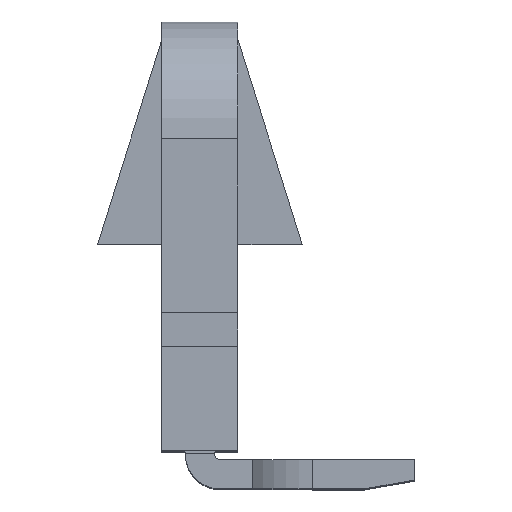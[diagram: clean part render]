
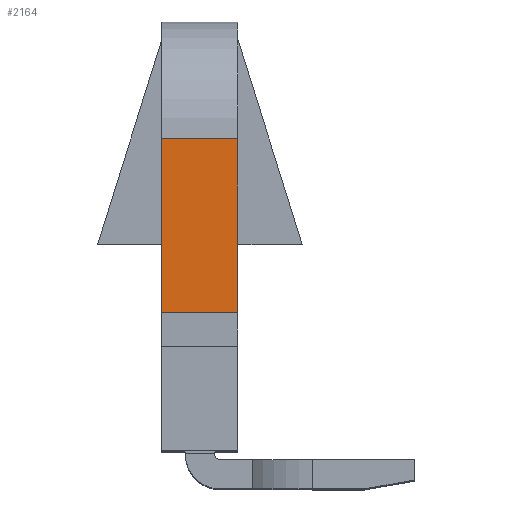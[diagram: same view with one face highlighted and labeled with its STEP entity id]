
A CAD part, top view. The second image highlights one B-rep face of the part: STEP entity #2164.
In plain terms, the highlighted planar face has unit normal (0, 0, 1).
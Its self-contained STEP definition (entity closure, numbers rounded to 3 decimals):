
#52 = LINE ( 'NONE', #72, #1187 ) ;
#54 = CARTESIAN_POINT ( 'NONE',  ( 1492.445, 1084.985, 7.35 ) ) ;
#72 = CARTESIAN_POINT ( 'NONE',  ( 1495.045, 1094.935, 7.35 ) ) ;
#80 = LINE ( 'NONE', #54, #1190 ) ;
#81 = DIRECTION ( 'NONE',  ( 1., 0., 0. ) ) ;
#82 = DIRECTION ( 'NONE',  ( 0., 1., 0. ) ) ;
#239 = LINE ( 'NONE', #272, #1271 ) ;
#258 = DIRECTION ( 'NONE',  ( -1., 0., 0. ) ) ;
#272 = CARTESIAN_POINT ( 'NONE',  ( 1492.445, 1090.935, 7.35 ) ) ;
#281 = ORIENTED_EDGE ( 'NONE', *, *, #1907, .T. ) ;
#1075 = CARTESIAN_POINT ( 'NONE',  ( 1492.445, 1094.935, 7.35 ) ) ;
#1077 = DIRECTION ( 'NONE',  ( 0., 1., 0. ) ) ;
#1105 = LINE ( 'NONE', #1075, #1220 ) ;
#1187 = VECTOR ( 'NONE', #82, 1000. ) ;
#1190 = VECTOR ( 'NONE', #81, 1000. ) ;
#1220 = VECTOR ( 'NONE', #1077, 1000. ) ;
#1271 = VECTOR ( 'NONE', #258, 1000. ) ;
#1468 = AXIS2_PLACEMENT_3D ( 'NONE', #4144, #4148, #4154 ) ;
#1880 = EDGE_CURVE ( 'NONE', #2814, #2866, #1105, .T. ) ;
#1907 = EDGE_CURVE ( 'NONE', #2814, #2913, #80, .T. ) ;
#1909 = EDGE_CURVE ( 'NONE', #2913, #2867, #52, .T. ) ;
#1965 = EDGE_CURVE ( 'NONE', #2867, #2866, #239, .T. ) ;
#2164 = ADVANCED_FACE ( 'NONE', ( #4143 ), #4134, .F. ) ;
#2725 = ORIENTED_EDGE ( 'NONE', *, *, #1909, .T. ) ;
#2729 = ORIENTED_EDGE ( 'NONE', *, *, #1880, .F. ) ;
#2732 = ORIENTED_EDGE ( 'NONE', *, *, #1965, .T. ) ;
#2814 = VERTEX_POINT ( 'NONE', #4928 ) ;
#2866 = VERTEX_POINT ( 'NONE', #4325 ) ;
#2867 = VERTEX_POINT ( 'NONE', #4311 ) ;
#2913 = VERTEX_POINT ( 'NONE', #4367 ) ;
#3097 = EDGE_LOOP ( 'NONE', ( #2729, #281, #2725, #2732 ) ) ;
#4134 = PLANE ( 'NONE',  #1468 ) ;
#4143 = FACE_OUTER_BOUND ( 'NONE', #3097, .T. ) ;
#4144 = CARTESIAN_POINT ( 'NONE',  ( 1492.445, 1094.935, 7.35 ) ) ;
#4148 = DIRECTION ( 'NONE',  ( 0., 0., -1. ) ) ;
#4154 = DIRECTION ( 'NONE',  ( 0., 1., 0. ) ) ;
#4311 = CARTESIAN_POINT ( 'NONE',  ( 1495.045, 1090.935, 7.35 ) ) ;
#4325 = CARTESIAN_POINT ( 'NONE',  ( 1492.445, 1090.935, 7.35 ) ) ;
#4367 = CARTESIAN_POINT ( 'NONE',  ( 1495.045, 1084.985, 7.35 ) ) ;
#4928 = CARTESIAN_POINT ( 'NONE',  ( 1492.445, 1084.985, 7.35 ) ) ;
